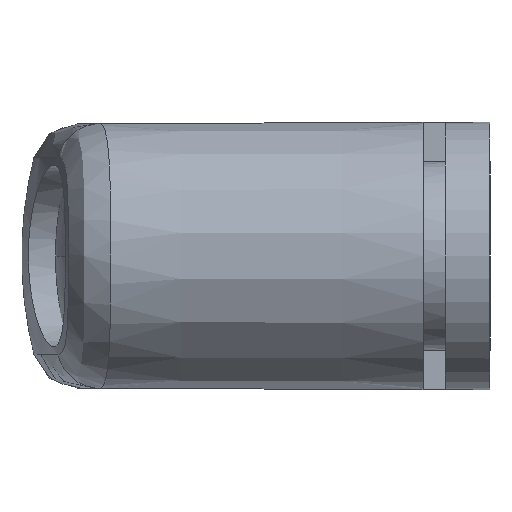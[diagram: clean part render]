
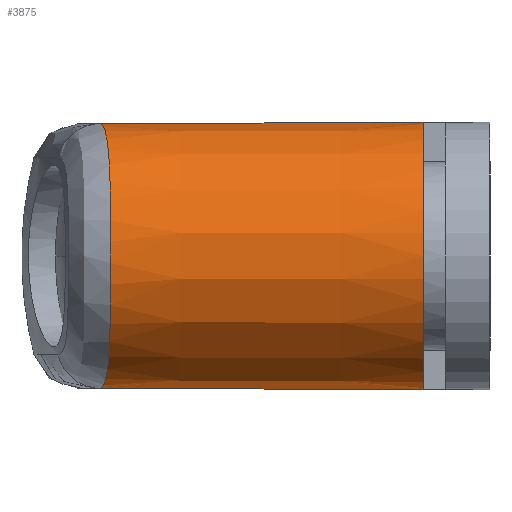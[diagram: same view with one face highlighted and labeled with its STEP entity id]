
A CAD part, left-side view. The second image highlights one B-rep face of the part: STEP entity #3875.
In plain terms, the highlighted conical face has half-angle 0.3 degrees and reference radius 6 mm.
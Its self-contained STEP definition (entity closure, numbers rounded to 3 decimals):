
#38 = VERTEX_POINT ( 'NONE', #434 ) ;
#40 = CARTESIAN_POINT ( 'NONE',  ( -13.964, 14.055, -3.918 ) ) ;
#45 = ORIENTED_EDGE ( 'NONE', *, *, #4208, .T. ) ;
#67 = CARTESIAN_POINT ( 'NONE',  ( -13.41, 14.086, -4.471 ) ) ;
#82 = CARTESIAN_POINT ( 'NONE',  ( -13.11, 14.106, -4.716 ) ) ;
#116 = CARTESIAN_POINT ( 'NONE',  ( -15.226, 14.011, 1.542 ) ) ;
#129 = CARTESIAN_POINT ( 'NONE',  ( -12.628, 14.143, -5.037 ) ) ;
#176 = CARTESIAN_POINT ( 'NONE',  ( -11.403, 14.256, -5.625 ) ) ;
#218 = EDGE_CURVE ( 'NONE', #1576, #895, #2459, .T. ) ;
#236 = DIRECTION ( 'NONE',  ( 0., 0., 1. ) ) ;
#273 = CARTESIAN_POINT ( 'NONE',  ( -9.5, 0., 6. ) ) ;
#336 = DIRECTION ( 'NONE',  ( 0., 0., 1. ) ) ;
#357 = CONICAL_SURFACE ( 'NONE', #1101, 6., 0.005 ) ;
#408 = CIRCLE ( 'NONE', #1483, 6. ) ;
#421 = CARTESIAN_POINT ( 'NONE',  ( -11.035, 14.296, -5.736 ) ) ;
#434 = CARTESIAN_POINT ( 'NONE',  ( -9.5, 14.497, 5.924 ) ) ;
#568 = CARTESIAN_POINT ( 'NONE',  ( -10.278, 14.388, -5.886 ) ) ;
#658 = EDGE_CURVE ( 'NONE', #38, #1576, #2910, .T. ) ;
#677 = DIRECTION ( 'NONE',  ( 0., -1., 0. ) ) ;
#681 = ORIENTED_EDGE ( 'NONE', *, *, #1792, .F. ) ;
#697 = CARTESIAN_POINT ( 'NONE',  ( -9.888, 14.44, -5.924 ) ) ;
#727 = CARTESIAN_POINT ( 'NONE',  ( -9.5, 14.497, -5.924 ) ) ;
#895 = VERTEX_POINT ( 'NONE', #2482 ) ;
#1004 = CARTESIAN_POINT ( 'NONE',  ( -15.388, 14.008, 0.777 ) ) ;
#1032 = CARTESIAN_POINT ( 'NONE',  ( -15.125, 14.013, -1.908 ) ) ;
#1048 = CARTESIAN_POINT ( 'NONE',  ( -15.426, 14.007, 0.392 ) ) ;
#1050 = CARTESIAN_POINT ( 'NONE',  ( -14.533, 14.031, -3.135 ) ) ;
#1075 = CARTESIAN_POINT ( 'NONE',  ( -15.427, 14.007, -0.383 ) ) ;
#1101 = AXIS2_PLACEMENT_3D ( 'NONE', #2691, #677, #336 ) ;
#1164 = VECTOR ( 'NONE', #2313, 1000. ) ;
#1205 = CARTESIAN_POINT ( 'NONE',  ( -15.388, 14.008, -0.776 ) ) ;
#1315 = ORIENTED_EDGE ( 'NONE', *, *, #218, .T. ) ;
#1367 = CARTESIAN_POINT ( 'NONE',  ( -15.237, 14.011, -1.537 ) ) ;
#1443 = ORIENTED_EDGE ( 'NONE', *, *, #658, .T. ) ;
#1468 = LINE ( 'NONE', #273, #1164 ) ;
#1483 = AXIS2_PLACEMENT_3D ( 'NONE', #4204, #2263, #236 ) ;
#1576 = VERTEX_POINT ( 'NONE', #1677 ) ;
#1626 = EDGE_LOOP ( 'NONE', ( #681, #1443, #1315, #45 ) ) ;
#1677 = CARTESIAN_POINT ( 'NONE',  ( -9.5, 14.497, -5.924 ) ) ;
#1792 = EDGE_CURVE ( 'NONE', #38, #3480, #1468, .T. ) ;
#1966 = CARTESIAN_POINT ( 'NONE',  ( -14.901, 14.019, -2.447 ) ) ;
#2263 = DIRECTION ( 'NONE',  ( 0., 1., 0. ) ) ;
#2297 = CARTESIAN_POINT ( 'NONE',  ( -14.817, 14.022, -2.626 ) ) ;
#2313 = DIRECTION ( 'NONE',  ( 0., -1., 0.005 ) ) ;
#2316 = CARTESIAN_POINT ( 'NONE',  ( -14.633, 14.028, -2.969 ) ) ;
#2459 = LINE ( 'NONE', #3652, #2824 ) ;
#2482 = CARTESIAN_POINT ( 'NONE',  ( -9.5, 0., -6. ) ) ;
#2542 = CARTESIAN_POINT ( 'NONE',  ( -11.941, 14.203, -5.403 ) ) ;
#2691 = CARTESIAN_POINT ( 'NONE',  ( -9.5, 0., 0. ) ) ;
#2692 = CARTESIAN_POINT ( 'NONE',  ( -9.5, 0., 6. ) ) ;
#2824 = VECTOR ( 'NONE', #3637, 1000. ) ;
#2910 = B_SPLINE_CURVE_WITH_KNOTS ( 'NONE', 3,
 ( #3633, #3417, #3745, #3936, #3758, #3790, #3896, #3973, #3985, #4048, #4084, #4112, #4209, #4222, #4237, #4263, #3923, #3269, #116, #4042, #1004, #1048, #1075, #1205, #1367, #1032, #1966, #2297, #2316, #1050, #3787, #40, #67, #82, #129, #3243, #3012, #2542, #176, #421, #568, #697, #727 ),
 .UNSPECIFIED., .F., .F.,
 ( 4, 2, 2, 2, 2, 2, 2, 2, 1, 2, 2, 2, 2, 2, 2, 2, 2, 2, 2, 2, 2, 4 ),
 ( 0., 0.001, 0.002, 0.002, 0.003, 0.005, 0.006, 0.006, 0.007, 0.008, 0.008, 0.009, 0.01, 0.012, 0.012, 0.013, 0.014, 0.015, 0.016, 0.016, 0.017, 0.019 ),
 .UNSPECIFIED. ) ;
#3012 = CARTESIAN_POINT ( 'NONE',  ( -12.118, 14.186, -5.32 ) ) ;
#3141 = FACE_OUTER_BOUND ( 'NONE', #1626, .T. ) ;
#3243 = CARTESIAN_POINT ( 'NONE',  ( -12.461, 14.156, -5.137 ) ) ;
#3269 = CARTESIAN_POINT ( 'NONE',  ( -15.112, 14.014, 1.914 ) ) ;
#3417 = CARTESIAN_POINT ( 'NONE',  ( -9.888, 14.44, 5.924 ) ) ;
#3480 = VERTEX_POINT ( 'NONE', #2692 ) ;
#3633 = CARTESIAN_POINT ( 'NONE',  ( -9.5, 14.497, 5.924 ) ) ;
#3637 = DIRECTION ( 'NONE',  ( 0., -1., -0.005 ) ) ;
#3652 = CARTESIAN_POINT ( 'NONE',  ( -9.5, 0., -6. ) ) ;
#3745 = CARTESIAN_POINT ( 'NONE',  ( -10.271, 14.389, 5.887 ) ) ;
#3758 = CARTESIAN_POINT ( 'NONE',  ( -11.023, 14.299, 5.729 ) ) ;
#3787 = CARTESIAN_POINT ( 'NONE',  ( -14.21, 14.044, -3.617 ) ) ;
#3790 = CARTESIAN_POINT ( 'NONE',  ( -11.395, 14.258, 5.618 ) ) ;
#3875 = ADVANCED_FACE ( 'NONE', ( #3141 ), #357, .T. ) ;
#3896 = CARTESIAN_POINT ( 'NONE',  ( -11.58, 14.238, 5.552 ) ) ;
#3923 = CARTESIAN_POINT ( 'NONE',  ( -14.981, 14.017, 2.279 ) ) ;
#3936 = CARTESIAN_POINT ( 'NONE',  ( -10.836, 14.32, 5.776 ) ) ;
#3973 = CARTESIAN_POINT ( 'NONE',  ( -12.117, 14.185, 5.331 ) ) ;
#3985 = CARTESIAN_POINT ( 'NONE',  ( -12.458, 14.156, 5.15 ) ) ;
#4042 = CARTESIAN_POINT ( 'NONE',  ( -15.274, 14.01, 1.352 ) ) ;
#4048 = CARTESIAN_POINT ( 'NONE',  ( -13.103, 14.106, 4.721 ) ) ;
#4084 = CARTESIAN_POINT ( 'NONE',  ( -13.409, 14.086, 4.471 ) ) ;
#4112 = CARTESIAN_POINT ( 'NONE',  ( -13.957, 14.056, 3.925 ) ) ;
#4204 = CARTESIAN_POINT ( 'NONE',  ( -9.5, 0., 0. ) ) ;
#4208 = EDGE_CURVE ( 'NONE', #895, #3480, #408, .T. ) ;
#4209 = CARTESIAN_POINT ( 'NONE',  ( -14.204, 14.044, 3.626 ) ) ;
#4222 = CARTESIAN_POINT ( 'NONE',  ( -14.53, 14.031, 3.14 ) ) ;
#4237 = CARTESIAN_POINT ( 'NONE',  ( -14.632, 14.028, 2.971 ) ) ;
#4263 = CARTESIAN_POINT ( 'NONE',  ( -14.815, 14.022, 2.629 ) ) ;
